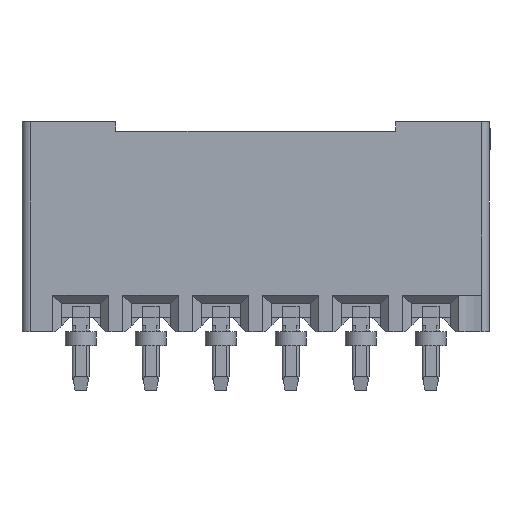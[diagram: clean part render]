
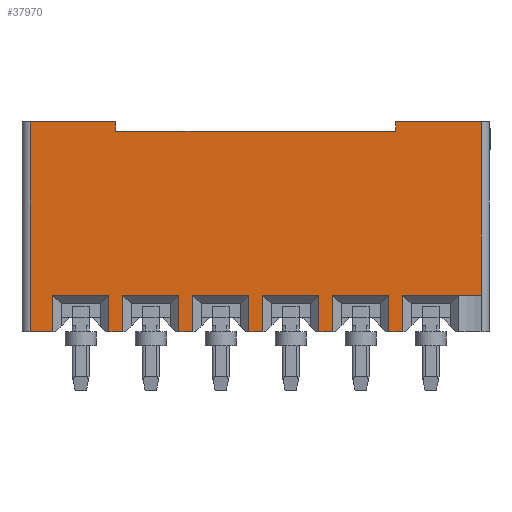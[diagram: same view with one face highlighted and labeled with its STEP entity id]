
A CAD part, front view. The second image highlights one B-rep face of the part: STEP entity #37970.
In plain terms, the highlighted planar face has unit normal (0, -1, 0).
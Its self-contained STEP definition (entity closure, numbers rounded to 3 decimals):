
#17270=CARTESIAN_POINT('',(-3.039,-17.222,5.3));
#17280=VERTEX_POINT('',#17270);
#17310=CARTESIAN_POINT('',(-3.039,-17.222,5.3));
#17320=DIRECTION('',(1.,0.,0.));
#17330=VECTOR('',#17320,1.);
#17340=LINE('',#17310,#17330);
#17350=CARTESIAN_POINT('',(-2.689,-17.222,5.3));
#17360=VERTEX_POINT('',#17350);
#17370=EDGE_CURVE('',#17280,#17360,#17340,.T.);
#35510=CARTESIAN_POINT('',(-3.039,-17.222,-0.4));
#35520=DIRECTION('',(0.,-1.,0.));
#35530=DIRECTION('',(0.,0.,-1.));
#35540=AXIS2_PLACEMENT_3D('',#35510,#35520,#35530);
#35550=PLANE('',#35540);
#35560=CARTESIAN_POINT('',(3.161,-17.222,0.466));
#35570=DIRECTION('',(0.,0.,1.));
#35580=VECTOR('',#35570,1.);
#35590=LINE('',#35560,#35580);
#35600=CARTESIAN_POINT('',(3.161,-17.222,7.55));
#35610=VERTEX_POINT('',#35600);
#35620=CARTESIAN_POINT('',(3.161,-17.222,8.35));
#35630=VERTEX_POINT('',#35620);
#35640=EDGE_CURVE('',#35610,#35630,#35590,.T.);
#35650=ORIENTED_EDGE('',*,*,#35640,.T.);
#35660=CARTESIAN_POINT('',(3.161,-17.222,0.466));
#35670=DIRECTION('',(0.,0.,1.));
#35680=VECTOR('',#35670,1.);
#35690=LINE('',#35660,#35680);
#35700=CARTESIAN_POINT('',(3.161,-17.222,5.55));
#35710=VERTEX_POINT('',#35700);
#35720=EDGE_CURVE('',#35710,#35610,#35690,.T.);
#35730=ORIENTED_EDGE('',*,*,#35720,.T.);
#35740=CARTESIAN_POINT('',(-3.039,-17.222,5.55));
#35750=DIRECTION('',(-1.,0.,0.));
#35760=VECTOR('',#35750,1.);
#35770=LINE('',#35740,#35760);
#35780=CARTESIAN_POINT('',(4.461,-17.222,5.55));
#35790=VERTEX_POINT('',#35780);
#35800=EDGE_CURVE('',#35790,#35710,#35770,.T.);
#35810=ORIENTED_EDGE('',*,*,#35800,.T.);
#35820=CARTESIAN_POINT('',(4.461,-17.222,-2.034));
#35830=DIRECTION('',(0.,0.,-1.));
#35840=VECTOR('',#35830,1.);
#35850=LINE('',#35820,#35840);
#35860=CARTESIAN_POINT('',(4.461,-17.222,5.05));
#35870=VERTEX_POINT('',#35860);
#35880=EDGE_CURVE('',#35790,#35870,#35850,.T.);
#35890=ORIENTED_EDGE('',*,*,#35880,.F.);
#35900=CARTESIAN_POINT('',(-3.039,-17.222,5.05));
#35910=DIRECTION('',(-1.,0.,0.));
#35920=VECTOR('',#35910,1.);
#35930=LINE('',#35900,#35920);
#35940=CARTESIAN_POINT('',(3.161,-17.222,5.05));
#35950=VERTEX_POINT('',#35940);
#35960=EDGE_CURVE('',#35870,#35950,#35930,.T.);
#35970=ORIENTED_EDGE('',*,*,#35960,.F.);
#35980=CARTESIAN_POINT('',(3.161,-17.222,-2.034));
#35990=DIRECTION('',(0.,0.,1.));
#36000=VECTOR('',#35990,1.);
#36010=LINE('',#35980,#36000);
#36020=CARTESIAN_POINT('',(3.161,-17.222,3.05));
#36030=VERTEX_POINT('',#36020);
#36040=EDGE_CURVE('',#36030,#35950,#36010,.T.);
#36050=ORIENTED_EDGE('',*,*,#36040,.T.);
#36060=CARTESIAN_POINT('',(-3.039,-17.222,3.05));
#36070=DIRECTION('',(-1.,0.,0.));
#36080=VECTOR('',#36070,1.);
#36090=LINE('',#36060,#36080);
#36100=CARTESIAN_POINT('',(4.461,-17.222,3.05));
#36110=VERTEX_POINT('',#36100);
#36120=EDGE_CURVE('',#36110,#36030,#36090,.T.);
#36130=ORIENTED_EDGE('',*,*,#36120,.T.);
#36140=CARTESIAN_POINT('',(4.461,-17.222,-4.534));
#36150=DIRECTION('',(0.,0.,-1.));
#36160=VECTOR('',#36150,1.);
#36170=LINE('',#36140,#36160);
#36180=CARTESIAN_POINT('',(4.461,-17.222,2.55));
#36190=VERTEX_POINT('',#36180);
#36200=EDGE_CURVE('',#36110,#36190,#36170,.T.);
#36210=ORIENTED_EDGE('',*,*,#36200,.F.);
#36220=CARTESIAN_POINT('',(-3.039,-17.222,2.55));
#36230=DIRECTION('',(-1.,0.,0.));
#36240=VECTOR('',#36230,1.);
#36250=LINE('',#36220,#36240);
#36260=CARTESIAN_POINT('',(3.161,-17.222,2.55));
#36270=VERTEX_POINT('',#36260);
#36280=EDGE_CURVE('',#36190,#36270,#36250,.T.);
#36290=ORIENTED_EDGE('',*,*,#36280,.F.);
#36300=CARTESIAN_POINT('',(3.161,-17.222,-4.534));
#36310=DIRECTION('',(0.,0.,1.));
#36320=VECTOR('',#36310,1.);
#36330=LINE('',#36300,#36320);
#36340=CARTESIAN_POINT('',(3.161,-17.222,0.55));
#36350=VERTEX_POINT('',#36340);
#36360=EDGE_CURVE('',#36350,#36270,#36330,.T.);
#36370=ORIENTED_EDGE('',*,*,#36360,.T.);
#36380=CARTESIAN_POINT('',(-3.039,-17.222,0.55));
#36390=DIRECTION('',(-1.,0.,0.));
#36400=VECTOR('',#36390,1.);
#36410=LINE('',#36380,#36400);
#36420=CARTESIAN_POINT('',(4.461,-17.222,0.55));
#36430=VERTEX_POINT('',#36420);
#36440=EDGE_CURVE('',#36430,#36350,#36410,.T.);
#36450=ORIENTED_EDGE('',*,*,#36440,.T.);
#36460=CARTESIAN_POINT('',(4.461,-17.222,-7.034));
#36470=DIRECTION('',(0.,0.,-1.));
#36480=VECTOR('',#36470,1.);
#36490=LINE('',#36460,#36480);
#36500=CARTESIAN_POINT('',(4.461,-17.222,0.05));
#36510=VERTEX_POINT('',#36500);
#36520=EDGE_CURVE('',#36430,#36510,#36490,.T.);
#36530=ORIENTED_EDGE('',*,*,#36520,.F.);
#36540=CARTESIAN_POINT('',(-3.039,-17.222,0.05));
#36550=DIRECTION('',(-1.,0.,0.));
#36560=VECTOR('',#36550,1.);
#36570=LINE('',#36540,#36560);
#36580=CARTESIAN_POINT('',(3.161,-17.222,0.05));
#36590=VERTEX_POINT('',#36580);
#36600=EDGE_CURVE('',#36510,#36590,#36570,.T.);
#36610=ORIENTED_EDGE('',*,*,#36600,.F.);
#36620=CARTESIAN_POINT('',(3.161,-17.222,-7.034));
#36630=DIRECTION('',(0.,0.,1.));
#36640=VECTOR('',#36630,1.);
#36650=LINE('',#36620,#36640);
#36660=CARTESIAN_POINT('',(3.161,-17.222,-1.95));
#36670=VERTEX_POINT('',#36660);
#36680=EDGE_CURVE('',#36670,#36590,#36650,.T.);
#36690=ORIENTED_EDGE('',*,*,#36680,.T.);
#36700=CARTESIAN_POINT('',(-3.039,-17.222,-1.95));
#36710=DIRECTION('',(-1.,0.,0.));
#36720=VECTOR('',#36710,1.);
#36730=LINE('',#36700,#36720);
#36740=CARTESIAN_POINT('',(4.461,-17.222,-1.95));
#36750=VERTEX_POINT('',#36740);
#36760=EDGE_CURVE('',#36750,#36670,#36730,.T.);
#36770=ORIENTED_EDGE('',*,*,#36760,.T.);
#36780=CARTESIAN_POINT('',(4.461,-17.222,-9.534));
#36790=DIRECTION('',(0.,0.,-1.));
#36800=VECTOR('',#36790,1.);
#36810=LINE('',#36780,#36800);
#36820=CARTESIAN_POINT('',(4.461,-17.222,-2.45));
#36830=VERTEX_POINT('',#36820);
#36840=EDGE_CURVE('',#36750,#36830,#36810,.T.);
#36850=ORIENTED_EDGE('',*,*,#36840,.F.);
#36860=CARTESIAN_POINT('',(-3.039,-17.222,-2.45));
#36870=DIRECTION('',(-1.,0.,0.));
#36880=VECTOR('',#36870,1.);
#36890=LINE('',#36860,#36880);
#36900=CARTESIAN_POINT('',(3.161,-17.222,-2.45));
#36910=VERTEX_POINT('',#36900);
#36920=EDGE_CURVE('',#36830,#36910,#36890,.T.);
#36930=ORIENTED_EDGE('',*,*,#36920,.F.);
#36940=CARTESIAN_POINT('',(3.161,-17.222,-9.534));
#36950=DIRECTION('',(0.,0.,1.));
#36960=VECTOR('',#36950,1.);
#36970=LINE('',#36940,#36960);
#36980=CARTESIAN_POINT('',(3.161,-17.222,-4.45));
#36990=VERTEX_POINT('',#36980);
#37000=EDGE_CURVE('',#36990,#36910,#36970,.T.);
#37010=ORIENTED_EDGE('',*,*,#37000,.T.);
#37020=CARTESIAN_POINT('',(-3.039,-17.222,-4.45));
#37030=DIRECTION('',(-1.,0.,0.));
#37040=VECTOR('',#37030,1.);
#37050=LINE('',#37020,#37040);
#37060=CARTESIAN_POINT('',(4.461,-17.222,-4.45));
#37070=VERTEX_POINT('',#37060);
#37080=EDGE_CURVE('',#37070,#36990,#37050,.T.);
#37090=ORIENTED_EDGE('',*,*,#37080,.T.);
#37100=CARTESIAN_POINT('',(4.461,-17.222,-12.034));
#37110=DIRECTION('',(0.,0.,-1.));
#37120=VECTOR('',#37110,1.);
#37130=LINE('',#37100,#37120);
#37140=CARTESIAN_POINT('',(4.461,-17.222,-4.95));
#37150=VERTEX_POINT('',#37140);
#37160=EDGE_CURVE('',#37070,#37150,#37130,.T.);
#37170=ORIENTED_EDGE('',*,*,#37160,.F.);
#37180=CARTESIAN_POINT('',(-3.039,-17.222,-4.95));
#37190=DIRECTION('',(-1.,0.,0.));
#37200=VECTOR('',#37190,1.);
#37210=LINE('',#37180,#37200);
#37220=CARTESIAN_POINT('',(3.161,-17.222,-4.95));
#37230=VERTEX_POINT('',#37220);
#37240=EDGE_CURVE('',#37150,#37230,#37210,.T.);
#37250=ORIENTED_EDGE('',*,*,#37240,.F.);
#37260=CARTESIAN_POINT('',(3.161,-17.222,-12.034));
#37270=DIRECTION('',(0.,0.,1.));
#37280=VECTOR('',#37270,1.);
#37290=LINE('',#37260,#37280);
#37300=CARTESIAN_POINT('',(3.161,-17.222,-6.95));
#37310=VERTEX_POINT('',#37300);
#37320=EDGE_CURVE('',#37310,#37230,#37290,.T.);
#37330=ORIENTED_EDGE('',*,*,#37320,.T.);
#37340=CARTESIAN_POINT('',(-3.039,-17.222,-6.95));
#37350=DIRECTION('',(-1.,0.,0.));
#37360=VECTOR('',#37350,1.);
#37370=LINE('',#37340,#37360);
#37380=CARTESIAN_POINT('',(4.461,-17.222,-6.95));
#37390=VERTEX_POINT('',#37380);
#37400=EDGE_CURVE('',#37390,#37310,#37370,.T.);
#37410=ORIENTED_EDGE('',*,*,#37400,.T.);
#37420=CARTESIAN_POINT('',(4.461,-17.222,-12.034));
#37430=DIRECTION('',(0.,0.,-1.));
#37440=VECTOR('',#37430,1.);
#37450=LINE('',#37420,#37440);
#37460=CARTESIAN_POINT('',(4.461,-17.222,-7.75));
#37470=VERTEX_POINT('',#37460);
#37480=EDGE_CURVE('',#37390,#37470,#37450,.T.);
#37490=ORIENTED_EDGE('',*,*,#37480,.F.);
#37500=CARTESIAN_POINT('',(-3.833,-17.222,-7.75));
#37510=DIRECTION('',(1.,0.,0.));
#37520=VECTOR('',#37510,1.);
#37530=LINE('',#37500,#37520);
#37540=CARTESIAN_POINT('',(-3.039,-17.222,-7.75));
#37550=VERTEX_POINT('',#37540);
#37560=EDGE_CURVE('',#37550,#37470,#37530,.T.);
#37570=ORIENTED_EDGE('',*,*,#37560,.T.);
#37580=CARTESIAN_POINT('',(-3.039,-17.222,-6.166));
#37590=DIRECTION('',(0.,0.,1.));
#37600=VECTOR('',#37590,1.);
#37610=LINE('',#37580,#37600);
#37620=CARTESIAN_POINT('',(-3.039,-17.222,-4.7));
#37630=VERTEX_POINT('',#37620);
#37640=EDGE_CURVE('',#37550,#37630,#37610,.T.);
#37650=ORIENTED_EDGE('',*,*,#37640,.F.);
#37660=CARTESIAN_POINT('',(-3.039,-17.222,-4.7));
#37670=DIRECTION('',(-1.,0.,0.));
#37680=VECTOR('',#37670,1.);
#37690=LINE('',#37660,#37680);
#37700=CARTESIAN_POINT('',(-2.689,-17.222,-4.7));
#37710=VERTEX_POINT('',#37700);
#37720=EDGE_CURVE('',#37710,#37630,#37690,.T.);
#37730=ORIENTED_EDGE('',*,*,#37720,.T.);
#37740=CARTESIAN_POINT('',(-2.689,-17.222,-9.534));
#37750=DIRECTION('',(0.,0.,1.));
#37760=VECTOR('',#37750,1.);
#37770=LINE('',#37740,#37760);
#37780=EDGE_CURVE('',#37710,#17360,#37770,.T.);
#37790=ORIENTED_EDGE('',*,*,#37780,.F.);
#37800=ORIENTED_EDGE('',*,*,#17370,.T.);
#37810=CARTESIAN_POINT('',(-3.039,-17.222,0.466));
#37820=DIRECTION('',(0.,0.,-1.));
#37830=VECTOR('',#37820,1.);
#37840=LINE('',#37810,#37830);
#37850=CARTESIAN_POINT('',(-3.039,-17.222,8.35));
#37860=VERTEX_POINT('',#37850);
#37870=EDGE_CURVE('',#37860,#17280,#37840,.T.);
#37880=ORIENTED_EDGE('',*,*,#37870,.T.);
#37890=CARTESIAN_POINT('',(-3.833,-17.222,8.35));
#37900=DIRECTION('',(1.,0.,0.));
#37910=VECTOR('',#37900,1.);
#37920=LINE('',#37890,#37910);
#37930=EDGE_CURVE('',#37860,#35630,#37920,.T.);
#37940=ORIENTED_EDGE('',*,*,#37930,.F.);
#37950=EDGE_LOOP('',(#37940,#37880,#37800,#37790,#37730,#37650,#37570,
#37490,#37410,#37330,#37250,#37170,#37090,#37010,#36930,#36850,#36770,
#36690,#36610,#36530,#36450,#36370,#36290,#36210,#36130,#36050,#35970,
#35890,#35810,#35730,#35650));
#37960=FACE_OUTER_BOUND('',#37950,.T.);
#37970=ADVANCED_FACE('',(#37960),#35550,.T.);
